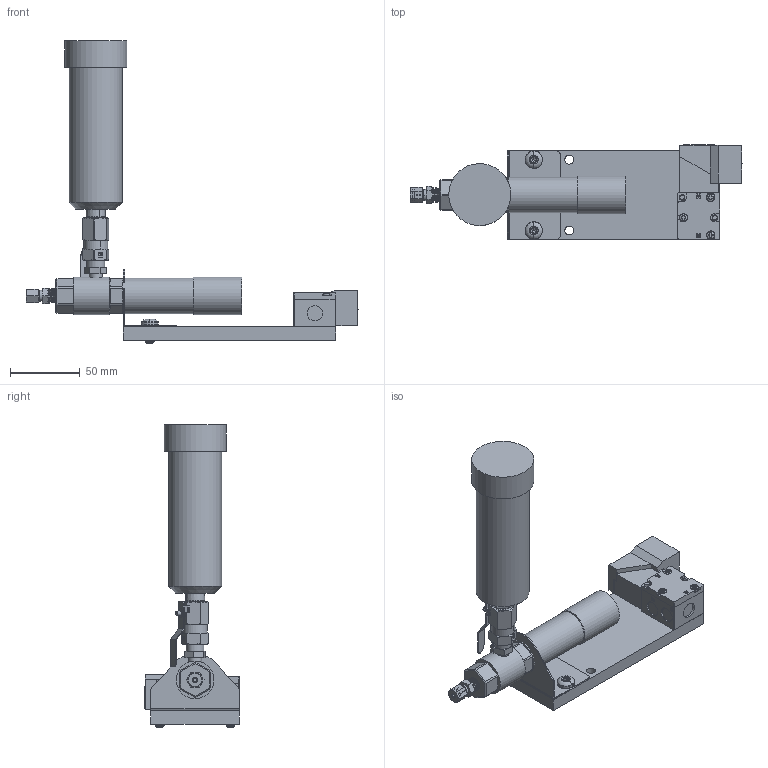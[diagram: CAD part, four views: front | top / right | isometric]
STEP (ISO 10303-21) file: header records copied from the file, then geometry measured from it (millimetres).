
FILE_DESCRIPTION(/* description */ ('Alibre Inc.'),/* implementation_level */ '2;1');
FILE_NAME(/* name */ 'export0',/* time_stamp */ '2012-12-24T06:58:27-05:00',/* author */ (''),/* organization */ (''),/* preprocessor_version */ 'ST-DEVELOPER v14',/* originating_system */ 'Alibre',/* authorisation */ '');
FILE_SCHEMA (('AUTOMOTIVE_DESIGN'));
Length unit declared in the file: centimetre
Products named in the file (18): 1; 2; 3; 4
Bounding box: 238.04 x 67.9 x 216.81 mm (x, y, z)
Volume: 366818.2 mm3; surface area: 92250.9 mm2
Topology: 14 solids, 15 shells, 1192 faces, 4993 edges, 3904 vertices
Faces by surface type: plane 561, cylinder 352, revolution 182, cone 69, torus 16, bspline 8, sphere 4
Full cylindrical faces by diameter (mm): 6.35 x4, 9.525 x3, 12.7 x2, 22.225 x1, 25.4 x1, 26.988 x2, 38.1 x1, 44.45 x1
Entity records: 43876 total; most frequent: CARTESIAN_POINT 9517, ORIENTED_EDGE 7442, DIRECTION 6890, EDGE_CURVE 3721, AXIS2_PLACEMENT_3D 2819, VERTEX_POINT 2750, CIRCLE 1825, VECTOR 1654
